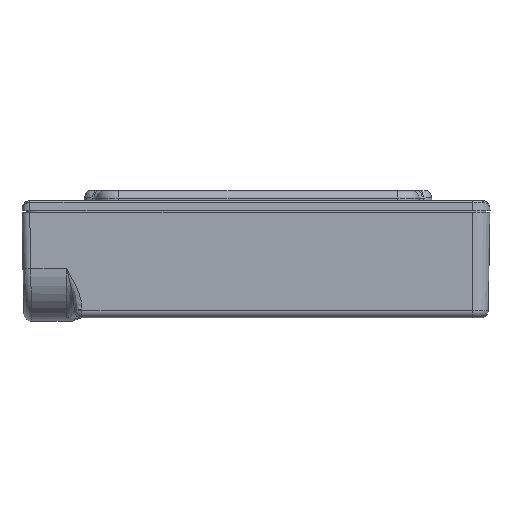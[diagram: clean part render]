
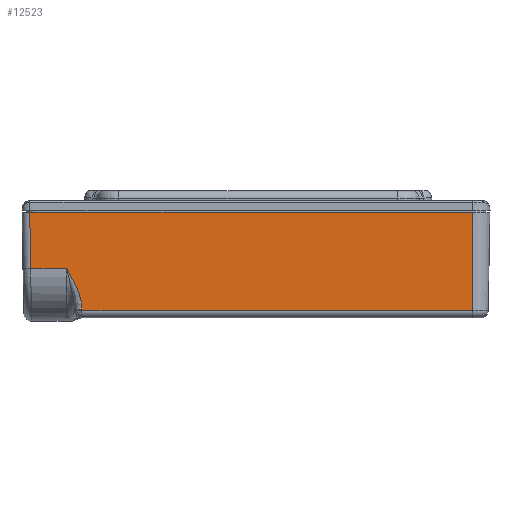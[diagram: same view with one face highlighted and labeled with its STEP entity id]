
A CAD part, front view. The second image highlights one B-rep face of the part: STEP entity #12523.
In plain terms, the highlighted planar face has unit normal (0, -1, -0.018).
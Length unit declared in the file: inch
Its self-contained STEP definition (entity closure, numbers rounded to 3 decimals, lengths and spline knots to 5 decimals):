
#144 = CARTESIAN_POINT ( 'NONE',  ( -0.69531, -1.42098, -0.53321 ) ) ;
#171 = CARTESIAN_POINT ( 'NONE',  ( -0.62838, -1.41688, -0.76809 ) ) ;
#296 = EDGE_CURVE ( 'NONE', #8077, #19847, #12970, .T. ) ;
#378 = LINE ( 'NONE', #15665, #1449 ) ;
#429 = ORIENTED_EDGE ( 'NONE', *, *, #4169, .T. ) ;
#504 = FACE_OUTER_BOUND ( 'NONE', #9422, .T. ) ;
#738 = CARTESIAN_POINT ( 'NONE',  ( 2.52712, -1.43072, 0.025 ) ) ;
#767 = VERTEX_POINT ( 'NONE', #7629 ) ;
#835 = AXIS2_PLACEMENT_3D ( 'NONE', #19867, #18175, #1108 ) ;
#1108 = DIRECTION ( 'NONE',  ( 0., 0.017, -1. ) ) ;
#1449 = VECTOR ( 'NONE', #9244, 39.37008 ) ;
#1788 = EDGE_CURVE ( 'NONE', #17604, #8077, #17449, .T. ) ;
#1801 = CARTESIAN_POINT ( 'NONE',  ( -0.75338, -1.42279, -0.4296 ) ) ;
#1857 = CARTESIAN_POINT ( 'NONE',  ( -0.66416, -1.41981, -0.60046 ) ) ;
#2023 = ORIENTED_EDGE ( 'NONE', *, *, #296, .T. ) ;
#2314 = VECTOR ( 'NONE', #13401, 39.37008 ) ;
#3010 = VERTEX_POINT ( 'NONE', #13947 ) ;
#3509 = CARTESIAN_POINT ( 'NONE',  ( -0.75338, -1.42279, -0.4296 ) ) ;
#3588 = CARTESIAN_POINT ( 'NONE',  ( -0.64866, -1.41908, -0.64236 ) ) ;
#4169 = EDGE_CURVE ( 'NONE', #3010, #15509, #378, .T. ) ;
#4713 = VECTOR ( 'NONE', #11824, 39.37008 ) ;
#5325 = CARTESIAN_POINT ( 'NONE',  ( -0.633, -1.41807, -0.70004 ) ) ;
#5348 = CARTESIAN_POINT ( 'NONE',  ( -1.04237, -1.42279, -0.4296 ) ) ;
#5406 = DIRECTION ( 'NONE',  ( 1., 0., 0. ) ) ;
#5813 = CARTESIAN_POINT ( 'NONE',  ( 2.52712, -1.41688, -0.76809 ) ) ;
#5849 = B_SPLINE_CURVE_WITH_KNOTS ( 'NONE', 3,
 ( #3509, #10356, #6993, #18925, #8703, #20583, #10430, #144, #12159, #1857, #13866, #3588, #15552, #5325, #17285, #7063 ),
 .UNSPECIFIED., .F., .F.,
 ( 4, 2, 2, 2, 2, 2, 2, 4 ),
 ( -0.00002, 0.00055, 0.00111, 0.00224, 0.0045, 0.00563, 0.00676, 0.00902 ),
 .UNSPECIFIED. ) ;
#5972 = ORIENTED_EDGE ( 'NONE', *, *, #19092, .F. ) ;
#6116 = LINE ( 'NONE', #19144, #14680 ) ;
#6516 = CARTESIAN_POINT ( 'NONE',  ( -0.97288, -1.43072, 0.025 ) ) ;
#6993 = CARTESIAN_POINT ( 'NONE',  ( -0.74594, -1.42256, -0.44246 ) ) ;
#7063 = CARTESIAN_POINT ( 'NONE',  ( -0.62838, -1.41703, -0.75951 ) ) ;
#7286 = DIRECTION ( 'NONE',  ( -1., 0., 0. ) ) ;
#7524 = ORIENTED_EDGE ( 'NONE', *, *, #12036, .T. ) ;
#7629 = CARTESIAN_POINT ( 'NONE',  ( -0.62838, -1.41703, -0.75951 ) ) ;
#8077 = VERTEX_POINT ( 'NONE', #17286 ) ;
#8387 = CARTESIAN_POINT ( 'NONE',  ( -0.62838, -1.41688, -0.76809 ) ) ;
#8703 = CARTESIAN_POINT ( 'NONE',  ( -0.73482, -1.42223, -0.46177 ) ) ;
#9244 = DIRECTION ( 'NONE',  ( 0.017, 0.017, -1. ) ) ;
#9268 = LINE ( 'NONE', #8387, #4713 ) ;
#9422 = EDGE_LOOP ( 'NONE', ( #19309, #7524, #20771, #14106, #2023, #5972, #429 ) ) ;
#10356 = CARTESIAN_POINT ( 'NONE',  ( -0.74974, -1.42268, -0.43605 ) ) ;
#10430 = CARTESIAN_POINT ( 'NONE',  ( -0.71653, -1.42166, -0.49408 ) ) ;
#11037 = CARTESIAN_POINT ( 'NONE',  ( 2.52712, -1.41581, -0.8295 ) ) ;
#11410 = PLANE ( 'NONE',  #835 ) ;
#11824 = DIRECTION ( 'NONE',  ( 0., 0.017, -1. ) ) ;
#12036 = EDGE_CURVE ( 'NONE', #20595, #767, #5849, .T. ) ;
#12159 = CARTESIAN_POINT ( 'NONE',  ( -0.68191, -1.42052, -0.55965 ) ) ;
#12523 = ADVANCED_FACE ( 'NONE', ( #504 ), #11410, .T. ) ;
#12732 = VECTOR ( 'NONE', #12738, 39.37008 ) ;
#12738 = DIRECTION ( 'NONE',  ( 0., -0.017, 1. ) ) ;
#12970 = LINE ( 'NONE', #11037, #12732 ) ;
#13401 = DIRECTION ( 'NONE',  ( 1., 0., 0. ) ) ;
#13866 = CARTESIAN_POINT ( 'NONE',  ( -0.65865, -1.41957, -0.61426 ) ) ;
#13922 = EDGE_CURVE ( 'NONE', #20595, #15509, #6116, .T. ) ;
#13947 = CARTESIAN_POINT ( 'NONE',  ( -1.05031, -1.43072, 0.025 ) ) ;
#14106 = ORIENTED_EDGE ( 'NONE', *, *, #1788, .T. ) ;
#14680 = VECTOR ( 'NONE', #7286, 39.37008 ) ;
#15509 = VERTEX_POINT ( 'NONE', #5348 ) ;
#15552 = CARTESIAN_POINT ( 'NONE',  ( -0.64418, -1.41882, -0.65672 ) ) ;
#15665 = CARTESIAN_POINT ( 'NONE',  ( -1.03484, -1.41526, -0.86112 ) ) ;
#15992 = LINE ( 'NONE', #6516, #2314 ) ;
#16762 = EDGE_CURVE ( 'NONE', #767, #17604, #9268, .T. ) ;
#16929 = VECTOR ( 'NONE', #5406, 39.37008 ) ;
#17285 = CARTESIAN_POINT ( 'NONE',  ( -0.62838, -1.41756, -0.72939 ) ) ;
#17286 = CARTESIAN_POINT ( 'NONE',  ( 2.52712, -1.41688, -0.76809 ) ) ;
#17449 = LINE ( 'NONE', #5813, #16929 ) ;
#17604 = VERTEX_POINT ( 'NONE', #171 ) ;
#18175 = DIRECTION ( 'NONE',  ( 0., -1., -0.017 ) ) ;
#18925 = CARTESIAN_POINT ( 'NONE',  ( -0.73852, -1.42234, -0.45533 ) ) ;
#19092 = EDGE_CURVE ( 'NONE', #3010, #19847, #15992, .T. ) ;
#19144 = CARTESIAN_POINT ( 'NONE',  ( -0.7058, -1.42279, -0.4296 ) ) ;
#19309 = ORIENTED_EDGE ( 'NONE', *, *, #13922, .F. ) ;
#19847 = VERTEX_POINT ( 'NONE', #738 ) ;
#19867 = CARTESIAN_POINT ( 'NONE',  ( 0.77712, -1.41581, -0.8295 ) ) ;
#20583 = CARTESIAN_POINT ( 'NONE',  ( -0.72379, -1.42189, -0.48113 ) ) ;
#20595 = VERTEX_POINT ( 'NONE', #1801 ) ;
#20771 = ORIENTED_EDGE ( 'NONE', *, *, #16762, .T. ) ;
